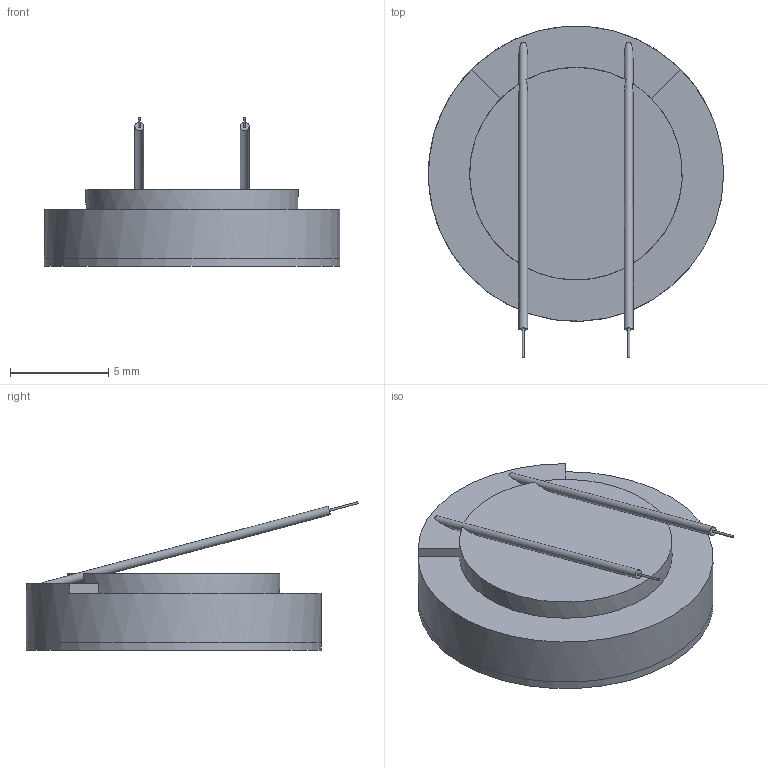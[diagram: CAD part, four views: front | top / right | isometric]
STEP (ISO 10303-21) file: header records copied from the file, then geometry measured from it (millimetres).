
FILE_DESCRIPTION(/* description */ ('Alibre Inc.'),/* implementation_level */ '2;1');
FILE_NAME(/* name */ 'export0',/* time_stamp */ '2018-11-01T07:17:55-05:00',/* author */ (''),/* organization */ (''),/* preprocessor_version */ 'ST-DEVELOPER v17',/* originating_system */ 'Alibre',/* authorisation */ '');
FILE_SCHEMA (('CONFIG_CONTROL_DESIGN'));
Length unit declared in the file: millimetre
Products named in the file (1): ID_1
Bounding box: 15 x 16.87 x 7.55 mm (x, y, z)
Volume: 567.1 mm3; surface area: 667.3 mm2
Topology: 1 solids, 10 shells, 49 faces, 80 edges, 53 vertices
Faces by surface type: plane 32, cylinder 17
Full cylindrical faces by diameter (mm): 0.11 x2, 0.446 x2, 1 x8, 5 x1, 10.5 x1, 10.8 x1, 15 x2
Entity records: 1038 total; most frequent: CARTESIAN_POINT 194, DIRECTION 148, ORIENTED_EDGE 106, AXIS2_PLACEMENT_3D 81, EDGE_LOOP 74, FACE_BOUND 74, EDGE_CURVE 53, ADVANCED_FACE 49
